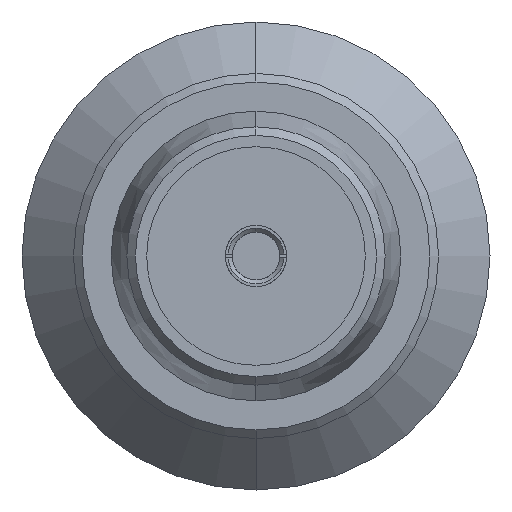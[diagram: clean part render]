
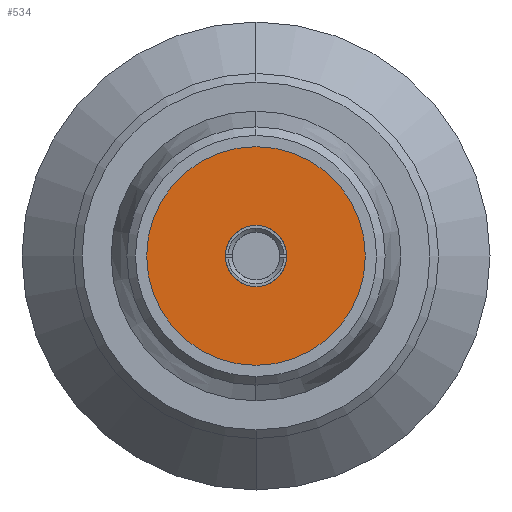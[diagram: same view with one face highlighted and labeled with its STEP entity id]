
A CAD part, left-side view. The second image highlights one B-rep face of the part: STEP entity #534.
In plain terms, the highlighted planar face has unit normal (-1, 0, 0).
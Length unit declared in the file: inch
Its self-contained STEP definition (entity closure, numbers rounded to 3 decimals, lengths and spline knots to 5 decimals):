
#10 = DIRECTION ( 'NONE',  ( 0., 0., 1. ) ) ;
#11 = CIRCLE ( 'NONE', #1177, 0.08276 ) ;
#109 = DIRECTION ( 'NONE',  ( 0., 0., 1. ) ) ;
#125 = ORIENTED_EDGE ( 'NONE', *, *, #1183, .F. ) ;
#219 = CARTESIAN_POINT ( 'NONE',  ( 0.001, 0., 0. ) ) ;
#282 = CIRCLE ( 'NONE', #1776, 0.02315 ) ;
#311 = ORIENTED_EDGE ( 'NONE', *, *, #1699, .T. ) ;
#354 = FACE_OUTER_BOUND ( 'NONE', #1103, .T. ) ;
#424 = CARTESIAN_POINT ( 'NONE',  ( 0.001, 0., 0. ) ) ;
#431 = DIRECTION ( 'NONE',  ( -1., 0., 0. ) ) ;
#534 = ADVANCED_FACE ( 'NONE', ( #1508, #354 ), #1543, .T. ) ;
#568 = VERTEX_POINT ( 'NONE', #1110 ) ;
#621 = DIRECTION ( 'NONE',  ( 0., 0., 1. ) ) ;
#630 = VERTEX_POINT ( 'NONE', #1415 ) ;
#687 = ORIENTED_EDGE ( 'NONE', *, *, #1549, .T. ) ;
#689 = CIRCLE ( 'NONE', #1281, 0.08276 ) ;
#775 = EDGE_LOOP ( 'NONE', ( #975, #125 ) ) ;
#813 = CARTESIAN_POINT ( 'NONE',  ( 0.001, 0., 0.08276 ) ) ;
#826 = CARTESIAN_POINT ( 'NONE',  ( 0.001, 0., 0.02315 ) ) ;
#827 = EDGE_CURVE ( 'NONE', #1071, #630, #1369, .T. ) ;
#934 = CARTESIAN_POINT ( 'NONE',  ( 0.001, 0., 0. ) ) ;
#944 = DIRECTION ( 'NONE',  ( 0., 0., 1. ) ) ;
#962 = DIRECTION ( 'NONE',  ( -1., 0., 0. ) ) ;
#975 = ORIENTED_EDGE ( 'NONE', *, *, #827, .F. ) ;
#1071 = VERTEX_POINT ( 'NONE', #826 ) ;
#1103 = EDGE_LOOP ( 'NONE', ( #687, #311 ) ) ;
#1110 = CARTESIAN_POINT ( 'NONE',  ( 0.001, 0., -0.08276 ) ) ;
#1159 = AXIS2_PLACEMENT_3D ( 'NONE', #1227, #1814, #10 ) ;
#1177 = AXIS2_PLACEMENT_3D ( 'NONE', #934, #1702, #944 ) ;
#1183 = EDGE_CURVE ( 'NONE', #630, #1071, #282, .T. ) ;
#1227 = CARTESIAN_POINT ( 'NONE',  ( 0.001, 0., 0. ) ) ;
#1281 = AXIS2_PLACEMENT_3D ( 'NONE', #219, #962, #1284 ) ;
#1284 = DIRECTION ( 'NONE',  ( 0., 0., 1. ) ) ;
#1317 = AXIS2_PLACEMENT_3D ( 'NONE', #424, #1538, #621 ) ;
#1369 = CIRCLE ( 'NONE', #1317, 0.02315 ) ;
#1415 = CARTESIAN_POINT ( 'NONE',  ( 0.001, 0., -0.02315 ) ) ;
#1508 = FACE_BOUND ( 'NONE', #775, .T. ) ;
#1538 = DIRECTION ( 'NONE',  ( -1., 0., 0. ) ) ;
#1543 = PLANE ( 'NONE',  #1159 ) ;
#1549 = EDGE_CURVE ( 'NONE', #1614, #568, #11, .T. ) ;
#1614 = VERTEX_POINT ( 'NONE', #813 ) ;
#1649 = CARTESIAN_POINT ( 'NONE',  ( 0.001, 0., 0. ) ) ;
#1699 = EDGE_CURVE ( 'NONE', #568, #1614, #689, .T. ) ;
#1702 = DIRECTION ( 'NONE',  ( -1., 0., 0. ) ) ;
#1776 = AXIS2_PLACEMENT_3D ( 'NONE', #1649, #431, #109 ) ;
#1814 = DIRECTION ( 'NONE',  ( -1., 0., 0. ) ) ;
